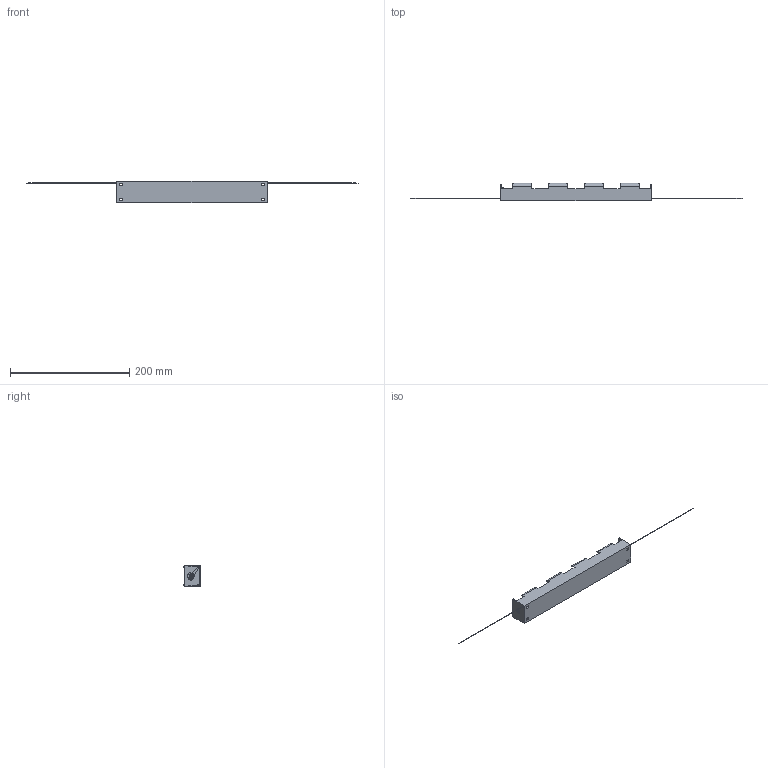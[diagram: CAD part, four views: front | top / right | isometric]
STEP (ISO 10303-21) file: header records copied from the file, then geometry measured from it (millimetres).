
FILE_DESCRIPTION (( 'STEP AP214' ), '1' );
FILE_NAME ('BH14DW.STEP', '2019-12-04T13:49:46', ( '' ), ( '' ), 'SwSTEP 2.0', 'SolidWorks 2017', '' );
FILE_SCHEMA (( 'AUTOMOTIVE_DESIGN' ));
Length unit declared in the file: millimetre
Products named in the file (1): BH14DW
Bounding box: 557.1 x 29.02 x 36 mm (x, y, z)
Volume: 39515 mm3; surface area: 48591.8 mm2
Topology: 7 solids, 7 shells, 233 faces, 604 edges, 395 vertices
Faces by surface type: plane 117, cylinder 86, torus 26, bspline 4
Entity records: 11425 total; most frequent: CARTESIAN_POINT 5478, DIRECTION 1228, ORIENTED_EDGE 1208, EDGE_CURVE 604, AXIS2_PLACEMENT_3D 437, VERTEX_POINT 395, VECTOR 354, LINE 354
